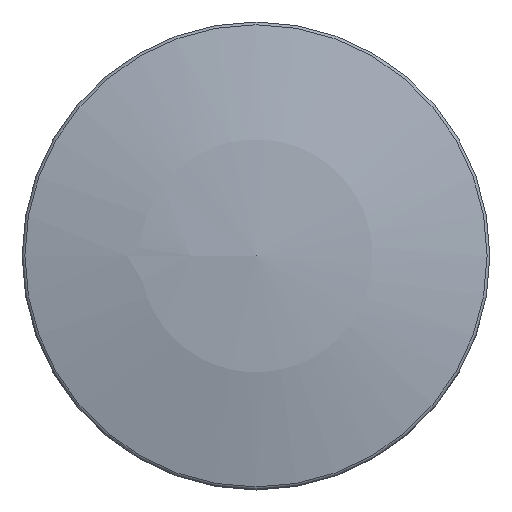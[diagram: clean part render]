
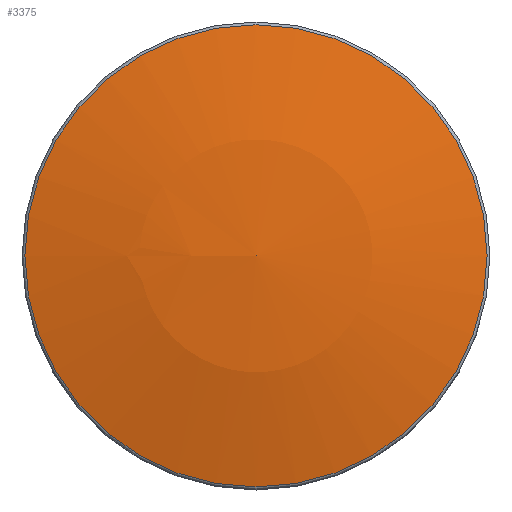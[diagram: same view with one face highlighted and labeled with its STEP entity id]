
A CAD part, top view. The second image highlights one B-rep face of the part: STEP entity #3375.
In plain terms, the highlighted spherical face has radius 122.549 mm.
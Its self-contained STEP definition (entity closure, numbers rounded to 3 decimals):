
#22=SPHERICAL_SURFACE('',#3734,122.549);
#980=ORIENTED_EDGE('',*,*,#1357,.T.);
#1357=EDGE_CURVE('',#1601,#1601,#1801,.F.);
#1601=VERTEX_POINT('',#6022);
#1801=CIRCLE('',#3735,31.127);
#2052=EDGE_LOOP('',(#980));
#2345=FACE_BOUND('',#2052,.T.);
#3375=ADVANCED_FACE('',(#2345),#22,.T.);
#3734=AXIS2_PLACEMENT_3D('',#6020,#4467,#4468);
#3735=AXIS2_PLACEMENT_3D('',#6021,#4469,#4470);
#4467=DIRECTION('',(0.,1.,0.));
#4468=DIRECTION('',(-1.,0.,0.));
#4469=DIRECTION('',(0.,-1.,0.));
#4470=DIRECTION('',(1.,0.,0.));
#6020=CARTESIAN_POINT('',(0.,-53.649,0.));
#6021=CARTESIAN_POINT('',(0.,64.881,0.));
#6022=CARTESIAN_POINT('',(31.127,64.881,0.));
